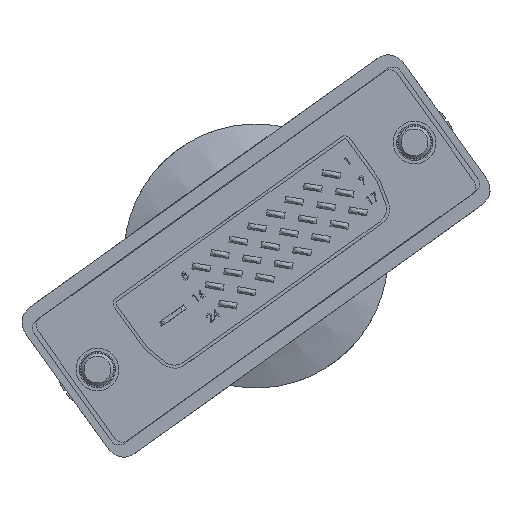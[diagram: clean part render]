
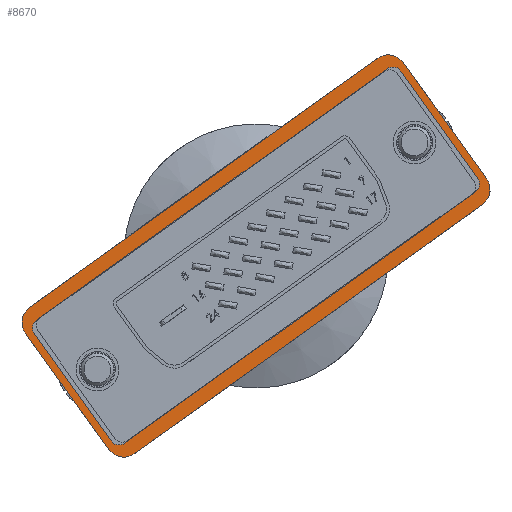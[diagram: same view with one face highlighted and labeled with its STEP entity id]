
A CAD part, front view. The second image highlights one B-rep face of the part: STEP entity #8670.
In plain terms, the highlighted face is planar.
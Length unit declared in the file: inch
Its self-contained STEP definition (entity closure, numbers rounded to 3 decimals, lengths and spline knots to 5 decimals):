
#2794 = VERTEX_POINT ( 'NONE', #16571 ) ;
#2796 = EDGE_CURVE ( 'NONE', #3079, #2794, #16565, .T. ) ;
#2861 = EDGE_CURVE ( 'NONE', #2862, #3123, #16712, .T. ) ;
#2862 = VERTEX_POINT ( 'NONE', #16833 ) ;
#3079 = VERTEX_POINT ( 'NONE', #19505 ) ;
#3123 = VERTEX_POINT ( 'NONE', #8191 ) ;
#3258 = DIRECTION ( 'NONE',  ( 1., 0., 0. ) ) ;
#3259 = DIRECTION ( 'NONE',  ( 0., 0., 1. ) ) ;
#3260 = CARTESIAN_POINT ( 'NONE',  ( 0.7025, -0.235, 0.805 ) ) ;
#3261 = AXIS2_PLACEMENT_3D ( 'NONE', #3260, #3259, #3258 ) ;
#3262 = CIRCLE ( 'NONE', #3261, 0.06 ) ;
#8191 = CARTESIAN_POINT ( 'NONE',  ( 0.7625, 0.235, 0.805 ) ) ;
#8316 = CARTESIAN_POINT ( 'NONE',  ( -0.7025, 0.295, 0.805 ) ) ;
#8398 = VERTEX_POINT ( 'NONE', #8316 ) ;
#8561 = EDGE_CURVE ( 'NONE', #8562, #8398, #20517, .T. ) ;
#8562 = VERTEX_POINT ( 'NONE', #20511 ) ;
#8604 = ORIENTED_EDGE ( 'NONE', *, *, #8605, .F. ) ;
#8605 = EDGE_CURVE ( 'NONE', #8606, #8686, #21258, .T. ) ;
#8606 = VERTEX_POINT ( 'NONE', #21253 ) ;
#8607 = ORIENTED_EDGE ( 'NONE', *, *, #8608, .F. ) ;
#8608 = EDGE_CURVE ( 'NONE', #8740, #8606, #21252, .T. ) ;
#8609 = EDGE_LOOP ( 'NONE', ( #8610, #8612, #8613, #8614, #8645, #8924, #8923, #8650 ) ) ;
#8610 = ORIENTED_EDGE ( 'NONE', *, *, #8788, .T. ) ;
#8612 = ORIENTED_EDGE ( 'NONE', *, *, #8713, .T. ) ;
#8613 = ORIENTED_EDGE ( 'NONE', *, *, #8766, .T. ) ;
#8614 = ORIENTED_EDGE ( 'NONE', *, *, #2796, .T. ) ;
#8645 = ORIENTED_EDGE ( 'NONE', *, *, #8848, .T. ) ;
#8650 = ORIENTED_EDGE ( 'NONE', *, *, #8561, .T. ) ;
#8668 = EDGE_CURVE ( 'NONE', #3123, #8562, #21489, .T. ) ;
#8670 = ADVANCED_FACE ( 'NONE', ( #20633, #20635 ), #20636, .T. ) ;
#8680 = VERTEX_POINT ( 'NONE', #21614 ) ;
#8681 = ORIENTED_EDGE ( 'NONE', *, *, #8682, .F. ) ;
#8682 = EDGE_CURVE ( 'NONE', #8683, #8680, #21611, .T. ) ;
#8683 = VERTEX_POINT ( 'NONE', #21606 ) ;
#8684 = ORIENTED_EDGE ( 'NONE', *, *, #8685, .F. ) ;
#8685 = EDGE_CURVE ( 'NONE', #8686, #8683, #21605, .T. ) ;
#8686 = VERTEX_POINT ( 'NONE', #21601 ) ;
#8713 = EDGE_CURVE ( 'NONE', #8714, #8778, #21668, .T. ) ;
#8714 = VERTEX_POINT ( 'NONE', #21664 ) ;
#8736 = EDGE_LOOP ( 'NONE', ( #8737, #8743, #8746, #8749, #8681, #8684, #8604, #8607 ) ) ;
#8737 = ORIENTED_EDGE ( 'NONE', *, *, #8738, .F. ) ;
#8738 = EDGE_CURVE ( 'NONE', #8739, #8740, #21693, .T. ) ;
#8739 = VERTEX_POINT ( 'NONE', #21688 ) ;
#8740 = VERTEX_POINT ( 'NONE', #21687 ) ;
#8743 = ORIENTED_EDGE ( 'NONE', *, *, #8744, .F. ) ;
#8744 = EDGE_CURVE ( 'NONE', #8745, #8739, #21686, .T. ) ;
#8745 = VERTEX_POINT ( 'NONE', #21680 ) ;
#8746 = ORIENTED_EDGE ( 'NONE', *, *, #8747, .F. ) ;
#8747 = EDGE_CURVE ( 'NONE', #8748, #8745, #21751, .T. ) ;
#8748 = VERTEX_POINT ( 'NONE', #21746 ) ;
#8749 = ORIENTED_EDGE ( 'NONE', *, *, #8750, .F. ) ;
#8750 = EDGE_CURVE ( 'NONE', #8680, #8748, #21745, .T. ) ;
#8766 = EDGE_CURVE ( 'NONE', #8778, #3079, #21724, .T. ) ;
#8778 = VERTEX_POINT ( 'NONE', #21768 ) ;
#8788 = EDGE_CURVE ( 'NONE', #8398, #8714, #21816, .T. ) ;
#8848 = EDGE_CURVE ( 'NONE', #2794, #2862, #3262, .T. ) ;
#8923 = ORIENTED_EDGE ( 'NONE', *, *, #8668, .T. ) ;
#8924 = ORIENTED_EDGE ( 'NONE', *, *, #2861, .T. ) ;
#16561 = DIRECTION ( 'NONE',  ( 1., 0., 0. ) ) ;
#16562 = VECTOR ( 'NONE', #16561, 39.37008 ) ;
#16563 = CARTESIAN_POINT ( 'NONE',  ( -0.7025, -0.295, 0.805 ) ) ;
#16565 = LINE ( 'NONE', #16563, #16562 ) ;
#16571 = CARTESIAN_POINT ( 'NONE',  ( 0.7025, -0.295, 0.805 ) ) ;
#16709 = VECTOR ( 'NONE', #16835, 39.37008 ) ;
#16710 = CARTESIAN_POINT ( 'NONE',  ( 0.7625, 0.235, 0.805 ) ) ;
#16712 = LINE ( 'NONE', #16710, #16709 ) ;
#16833 = CARTESIAN_POINT ( 'NONE',  ( 0.7625, -0.235, 0.805 ) ) ;
#16835 = DIRECTION ( 'NONE',  ( 0., 1., 0. ) ) ;
#19505 = CARTESIAN_POINT ( 'NONE',  ( -0.7025, -0.295, 0.805 ) ) ;
#20511 = CARTESIAN_POINT ( 'NONE',  ( 0.7025, 0.295, 0.805 ) ) ;
#20512 = DIRECTION ( 'NONE',  ( -1., 0., 0. ) ) ;
#20513 = VECTOR ( 'NONE', #20512, 39.37008 ) ;
#20515 = CARTESIAN_POINT ( 'NONE',  ( -0.7025, 0.295, 0.805 ) ) ;
#20517 = LINE ( 'NONE', #20515, #20513 ) ;
#20566 = AXIS2_PLACEMENT_3D ( 'NONE', #20634, #20632, #20574 ) ;
#20574 = DIRECTION ( 'NONE',  ( 1., 0., 0. ) ) ;
#20614 = DIRECTION ( 'NONE',  ( -1., 0., 0. ) ) ;
#20632 = DIRECTION ( 'NONE',  ( 0., 0., 1. ) ) ;
#20633 = FACE_BOUND ( 'NONE', #8736, .T. ) ;
#20634 = CARTESIAN_POINT ( 'NONE',  ( -0.7025, 0.235, 0.805 ) ) ;
#20635 = FACE_OUTER_BOUND ( 'NONE', #8609, .T. ) ;
#20636 = PLANE ( 'NONE',  #20566 ) ;
#21249 = DIRECTION ( 'NONE',  ( 0., -1., 0. ) ) ;
#21250 = VECTOR ( 'NONE', #21249, 39.37008 ) ;
#21251 = CARTESIAN_POINT ( 'NONE',  ( -0.74, 0.2165, 0.805 ) ) ;
#21252 = LINE ( 'NONE', #21251, #21250 ) ;
#21253 = CARTESIAN_POINT ( 'NONE',  ( -0.74, -0.2165, 0.805 ) ) ;
#21254 = DIRECTION ( 'NONE',  ( -1., 0., 0. ) ) ;
#21255 = DIRECTION ( 'NONE',  ( 0., 0., 1. ) ) ;
#21256 = CARTESIAN_POINT ( 'NONE',  ( -0.708, -0.2165, 0.805 ) ) ;
#21257 = AXIS2_PLACEMENT_3D ( 'NONE', #21256, #21255, #21254 ) ;
#21258 = CIRCLE ( 'NONE', #21257, 0.032 ) ;
#21486 = DIRECTION ( 'NONE',  ( 0., 0., 1. ) ) ;
#21487 = CARTESIAN_POINT ( 'NONE',  ( 0.7025, 0.235, 0.805 ) ) ;
#21488 = AXIS2_PLACEMENT_3D ( 'NONE', #21487, #21486, #20614 ) ;
#21489 = CIRCLE ( 'NONE', #21488, 0.06 ) ;
#21601 = CARTESIAN_POINT ( 'NONE',  ( -0.708, -0.2485, 0.805 ) ) ;
#21602 = DIRECTION ( 'NONE',  ( 1., 0., 0. ) ) ;
#21603 = VECTOR ( 'NONE', #21602, 39.37008 ) ;
#21604 = CARTESIAN_POINT ( 'NONE',  ( -0.708, -0.2485, 0.805 ) ) ;
#21605 = LINE ( 'NONE', #21604, #21603 ) ;
#21606 = CARTESIAN_POINT ( 'NONE',  ( 0.708, -0.2485, 0.805 ) ) ;
#21607 = DIRECTION ( 'NONE',  ( -1., 0., 0. ) ) ;
#21608 = DIRECTION ( 'NONE',  ( 0., 0., 1. ) ) ;
#21609 = CARTESIAN_POINT ( 'NONE',  ( 0.708, -0.2165, 0.805 ) ) ;
#21610 = AXIS2_PLACEMENT_3D ( 'NONE', #21609, #21608, #21607 ) ;
#21611 = CIRCLE ( 'NONE', #21610, 0.032 ) ;
#21614 = CARTESIAN_POINT ( 'NONE',  ( 0.74, -0.2165, 0.805 ) ) ;
#21664 = CARTESIAN_POINT ( 'NONE',  ( -0.7625, 0.235, 0.805 ) ) ;
#21665 = DIRECTION ( 'NONE',  ( 0., -1., 0. ) ) ;
#21666 = VECTOR ( 'NONE', #21665, 39.37008 ) ;
#21667 = CARTESIAN_POINT ( 'NONE',  ( -0.7625, 0.235, 0.805 ) ) ;
#21668 = LINE ( 'NONE', #21667, #21666 ) ;
#21678 = CARTESIAN_POINT ( 'NONE',  ( 0.708, 0.2165, 0.805 ) ) ;
#21680 = CARTESIAN_POINT ( 'NONE',  ( 0.708, 0.2485, 0.805 ) ) ;
#21681 = DIRECTION ( 'NONE',  ( -1., 0., 0. ) ) ;
#21683 = VECTOR ( 'NONE', #21681, 39.37008 ) ;
#21685 = CARTESIAN_POINT ( 'NONE',  ( -0.708, 0.2485, 0.805 ) ) ;
#21686 = LINE ( 'NONE', #21685, #21683 ) ;
#21687 = CARTESIAN_POINT ( 'NONE',  ( -0.74, 0.2165, 0.805 ) ) ;
#21688 = CARTESIAN_POINT ( 'NONE',  ( -0.708, 0.2485, 0.805 ) ) ;
#21689 = DIRECTION ( 'NONE',  ( -1., 0., 0. ) ) ;
#21690 = DIRECTION ( 'NONE',  ( 0., 0., 1. ) ) ;
#21691 = CARTESIAN_POINT ( 'NONE',  ( -0.708, 0.2165, 0.805 ) ) ;
#21692 = AXIS2_PLACEMENT_3D ( 'NONE', #21691, #21690, #21689 ) ;
#21693 = CIRCLE ( 'NONE', #21692, 0.032 ) ;
#21719 = DIRECTION ( 'NONE',  ( -1., 0., 0. ) ) ;
#21721 = DIRECTION ( 'NONE',  ( 0., 0., 1. ) ) ;
#21723 = AXIS2_PLACEMENT_3D ( 'NONE', #21730, #21721, #21719 ) ;
#21724 = CIRCLE ( 'NONE', #21723, 0.06 ) ;
#21730 = CARTESIAN_POINT ( 'NONE',  ( -0.7025, -0.235, 0.805 ) ) ;
#21742 = DIRECTION ( 'NONE',  ( 0., 1., 0. ) ) ;
#21743 = VECTOR ( 'NONE', #21742, 39.37008 ) ;
#21744 = CARTESIAN_POINT ( 'NONE',  ( 0.74, 0.2165, 0.805 ) ) ;
#21745 = LINE ( 'NONE', #21744, #21743 ) ;
#21746 = CARTESIAN_POINT ( 'NONE',  ( 0.74, 0.2165, 0.805 ) ) ;
#21747 = DIRECTION ( 'NONE',  ( 1., 0., 0. ) ) ;
#21749 = DIRECTION ( 'NONE',  ( 0., 0., 1. ) ) ;
#21750 = AXIS2_PLACEMENT_3D ( 'NONE', #21678, #21749, #21747 ) ;
#21751 = CIRCLE ( 'NONE', #21750, 0.032 ) ;
#21768 = CARTESIAN_POINT ( 'NONE',  ( -0.7625, -0.235, 0.805 ) ) ;
#21811 = DIRECTION ( 'NONE',  ( 1., 0., 0. ) ) ;
#21812 = DIRECTION ( 'NONE',  ( 0., 0., 1. ) ) ;
#21814 = CARTESIAN_POINT ( 'NONE',  ( -0.7025, 0.235, 0.805 ) ) ;
#21815 = AXIS2_PLACEMENT_3D ( 'NONE', #21814, #21812, #21811 ) ;
#21816 = CIRCLE ( 'NONE', #21815, 0.06 ) ;
